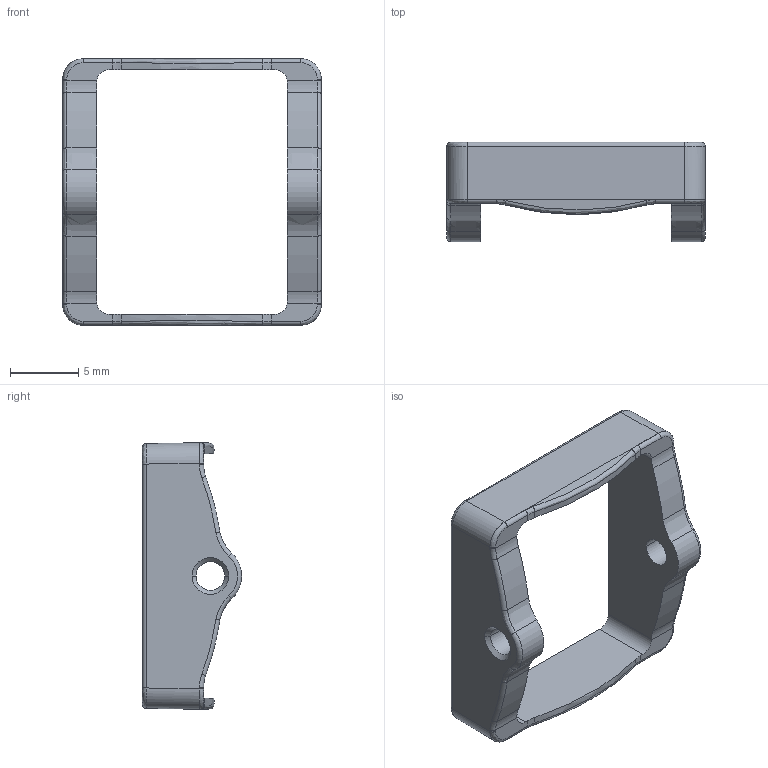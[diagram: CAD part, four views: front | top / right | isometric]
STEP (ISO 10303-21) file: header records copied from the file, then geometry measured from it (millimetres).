
FILE_DESCRIPTION((''),'2;1');
FILE_NAME('RJ-ZHIJIA','2023-03-09T',('Administrator'),(''),'PRO/ENGINEER BY PARAMETRIC TECHNOLOGY CORPORATION, 2001280','PRO/ENGINEER BY PARAMETRIC TECHNOLOGY CORPORATION, 2001280','');
FILE_SCHEMA(('CONFIG_CONTROL_DESIGN'));
Length unit declared in the file: millimetre
Products named in the file (1): RJ-ZHIJIA
Bounding box: 19 x 7.3 x 19.6 mm (x, y, z)
Volume: 616.6 mm3; surface area: 956.8 mm2
Topology: 1 solids, 1 shells, 95 faces, 234 edges, 140 vertices
Faces by surface type: cylinder 42, bspline 18, plane 15, torus 10, extrusion 6, cone 4
Entity records: 3752 total; most frequent: CARTESIAN_POINT 1577, ORIENTED_EDGE 468, DIRECTION 418, EDGE_CURVE 234, AXIS2_PLACEMENT_3D 161, VERTEX_POINT 140, EDGE_LOOP 100, VECTOR 96
